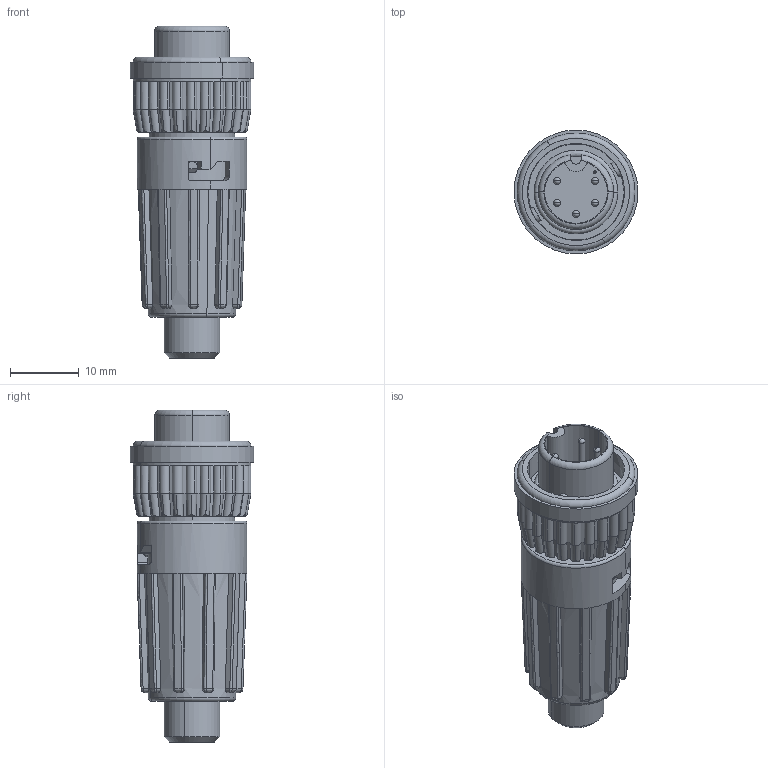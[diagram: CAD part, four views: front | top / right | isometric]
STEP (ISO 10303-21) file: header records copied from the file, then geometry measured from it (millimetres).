
FILE_DESCRIPTION (( 'STEP AP203' ), '1' );
FILE_NAME ('6282-5PG-5XX.STEP', '2021-07-01T15:43:29', ( '' ), ( '' ), 'SwSTEP 2.0', 'SolidWorks 2020', '' );
FILE_SCHEMA (( 'CONFIG_CONTROL_DESIGN' ));
Length unit declared in the file: millimetre
Products named in the file (1): 6282-5PG-5XX
Bounding box: 18.03 x 18.03 x 48.31 mm (x, y, z)
Volume: 6864.3 mm3; surface area: 3852.3 mm2
Topology: 1 solids, 1 shells, 478 faces, 1295 edges, 803 vertices
Faces by surface type: cylinder 212, plane 106, bspline 80, torus 36, cone 33, sphere 11
Entity records: 22488 total; most frequent: CARTESIAN_POINT 11968, ORIENTED_EDGE 2504, DIRECTION 1855, EDGE_CURVE 1252, VERTEX_POINT 791, AXIS2_PLACEMENT_3D 752, EDGE_LOOP 497, ADVANCED_FACE 478
